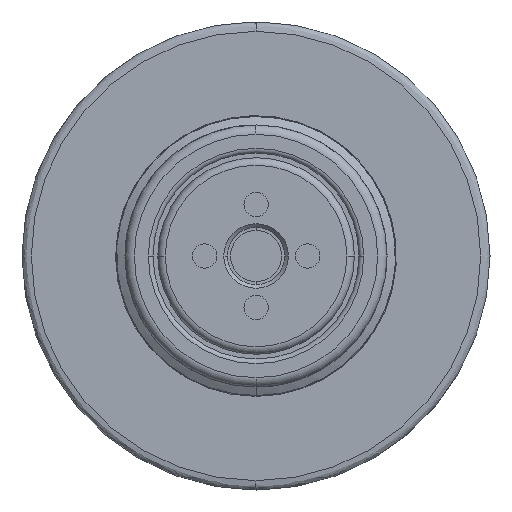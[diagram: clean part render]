
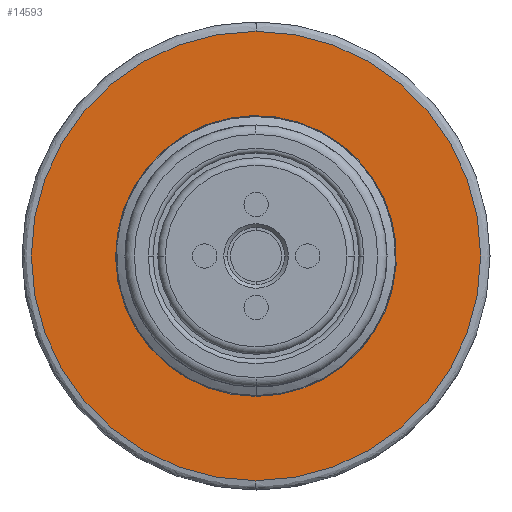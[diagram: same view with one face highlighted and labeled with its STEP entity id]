
A CAD part, front view. The second image highlights one B-rep face of the part: STEP entity #14593.
In plain terms, the highlighted planar face has unit normal (0, -1, 0).
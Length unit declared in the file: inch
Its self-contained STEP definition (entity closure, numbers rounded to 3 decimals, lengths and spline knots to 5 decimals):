
#6730=CARTESIAN_POINT('',(0.,0.90551,0.));
#6731=DIRECTION('',(0.,1.,0.));
#6732=DIRECTION('',(0.,0.,-1.));
#6733=AXIS2_PLACEMENT_3D('',#6730,#6731,#6732);
#6735=CARTESIAN_POINT('',(0.,0.90551,0.));
#6736=DIRECTION('',(0.,1.,0.));
#6737=DIRECTION('',(0.,0.,1.));
#6738=AXIS2_PLACEMENT_3D('',#6735,#6736,#6737);
#6740=CARTESIAN_POINT('',(0.,0.90551,0.));
#6741=DIRECTION('',(0.,-1.,0.));
#6742=DIRECTION('',(-0.191,0.,0.982));
#6743=AXIS2_PLACEMENT_3D('',#6740,#6741,#6742);
#6745=CARTESIAN_POINT('',(0.,0.90551,0.));
#6746=DIRECTION('',(0.,-1.,0.));
#6747=DIRECTION('',(0.,0.,-1.));
#6748=AXIS2_PLACEMENT_3D('',#6745,#6746,#6747);
#7038=CARTESIAN_POINT('',(-0.11298,0.90551,
0.57964));
#7039=CARTESIAN_POINT('',(0.,0.90551,-0.59055));
#7040=VERTEX_POINT('',#7038);
#7041=VERTEX_POINT('',#7039);
#7103=CARTESIAN_POINT('',(0.,0.90551,-0.94488));
#7104=CARTESIAN_POINT('',(0.,0.90551,0.94488));
#7105=VERTEX_POINT('',#7103);
#7106=VERTEX_POINT('',#7104);
#14578=CARTESIAN_POINT('',(0.,0.90551,0.));
#14579=DIRECTION('',(0.,-1.,0.));
#14580=DIRECTION('',(0.,0.,1.));
#14581=AXIS2_PLACEMENT_3D('',#14578,#14579,#14580);
#14582=PLANE('',#14581);
#14584=ORIENTED_EDGE('',*,*,#14583,.T.);
#14586=ORIENTED_EDGE('',*,*,#14585,.T.);
#14587=EDGE_LOOP('',(#14584,#14586));
#14588=FACE_OUTER_BOUND('',#14587,.F.);
#14589=ORIENTED_EDGE('',*,*,#14572,.T.);
#14590=ORIENTED_EDGE('',*,*,#14557,.T.);
#14591=EDGE_LOOP('',(#14589,#14590));
#14592=FACE_BOUND('',#14591,.F.);
#14593=ADVANCED_FACE('',(#14588,#14592),#14582,.T.);
#6734=CIRCLE('',#6733,0.94488);
#6739=CIRCLE('',#6738,0.94488);
#6744=CIRCLE('',#6743,0.59055);
#6749=CIRCLE('',#6748,0.59055);
#14557=EDGE_CURVE('',#7041,#7040,#6749,.T.);
#14572=EDGE_CURVE('',#7040,#7041,#6744,.T.);
#14583=EDGE_CURVE('',#7105,#7106,#6734,.T.);
#14585=EDGE_CURVE('',#7106,#7105,#6739,.T.);
